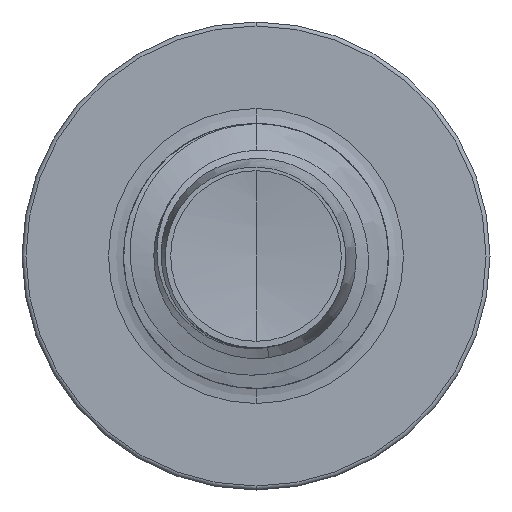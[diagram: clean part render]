
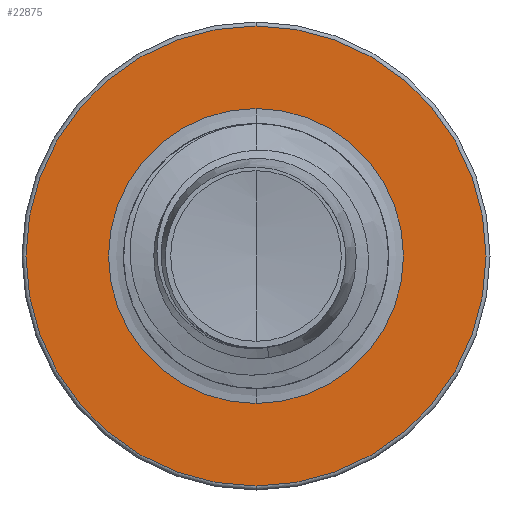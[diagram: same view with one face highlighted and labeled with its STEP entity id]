
A CAD part, front view. The second image highlights one B-rep face of the part: STEP entity #22875.
In plain terms, the highlighted planar face has unit normal (0, -1, 0).
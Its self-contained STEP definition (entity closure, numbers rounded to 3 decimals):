
#2829 = CIRCLE ( 'NONE', #18949, 2.605 ) ;
#3734 = CARTESIAN_POINT ( 'NONE',  ( 0., 11., -2.605 ) ) ;
#5825 = AXIS2_PLACEMENT_3D ( 'NONE', #6241, #23297, #8878 ) ;
#6241 = CARTESIAN_POINT ( 'NONE',  ( 0., 11., 0. ) ) ;
#6313 = CARTESIAN_POINT ( 'NONE',  ( 0., 11., -1.67 ) ) ;
#7052 = CARTESIAN_POINT ( 'NONE',  ( 0., 11., -1.67 ) ) ;
#7273 = CIRCLE ( 'NONE', #5825, 1.67 ) ;
#7762 = ORIENTED_EDGE ( 'NONE', *, *, #28452, .T. ) ;
#8878 = DIRECTION ( 'NONE',  ( 0., 0., 1. ) ) ;
#8962 = DIRECTION ( 'NONE',  ( 0., 1., 0. ) ) ;
#9001 = DIRECTION ( 'NONE',  ( 0., 1., 0. ) ) ;
#9454 = EDGE_CURVE ( 'NONE', #31110, #31172, #13156, .T. ) ;
#10803 = DIRECTION ( 'NONE',  ( 0., 1., 0. ) ) ;
#11883 = FACE_OUTER_BOUND ( 'NONE', #22898, .T. ) ;
#11962 = CARTESIAN_POINT ( 'NONE',  ( 0., 11., 0. ) ) ;
#12221 = FACE_BOUND ( 'NONE', #25369, .T. ) ;
#13156 = CIRCLE ( 'NONE', #23357, 2.605 ) ;
#13640 = AXIS2_PLACEMENT_3D ( 'NONE', #24962, #10803, #27202 ) ;
#13801 = ORIENTED_EDGE ( 'NONE', *, *, #22324, .T. ) ;
#14480 = DIRECTION ( 'NONE',  ( 0., 0., 1. ) ) ;
#14856 = VERTEX_POINT ( 'NONE', #27216 ) ;
#16026 = CIRCLE ( 'NONE', #13640, 1.67 ) ;
#18949 = AXIS2_PLACEMENT_3D ( 'NONE', #23391, #9001, #25664 ) ;
#20774 = EDGE_CURVE ( 'NONE', #31172, #31110, #2829, .T. ) ;
#21072 = VERTEX_POINT ( 'NONE', #7052 ) ;
#22324 = EDGE_CURVE ( 'NONE', #14856, #21072, #16026, .T. ) ;
#22875 = ADVANCED_FACE ( 'NONE', ( #11883, #12221 ), #27784, .F. ) ;
#22898 = EDGE_LOOP ( 'NONE', ( #30122, #24679 ) ) ;
#23297 = DIRECTION ( 'NONE',  ( 0., 1., 0. ) ) ;
#23357 = AXIS2_PLACEMENT_3D ( 'NONE', #11962, #28261, #14480 ) ;
#23391 = CARTESIAN_POINT ( 'NONE',  ( 0., 11., 0. ) ) ;
#24679 = ORIENTED_EDGE ( 'NONE', *, *, #20774, .F. ) ;
#24962 = CARTESIAN_POINT ( 'NONE',  ( 0., 11., 0. ) ) ;
#25369 = EDGE_LOOP ( 'NONE', ( #13801, #7762 ) ) ;
#25631 = DIRECTION ( 'NONE',  ( 0., 0., 1. ) ) ;
#25664 = DIRECTION ( 'NONE',  ( 0., 0., 1. ) ) ;
#26030 = AXIS2_PLACEMENT_3D ( 'NONE', #6313, #8962, #25631 ) ;
#27202 = DIRECTION ( 'NONE',  ( 0., 0., 1. ) ) ;
#27216 = CARTESIAN_POINT ( 'NONE',  ( 0., 11., 1.67 ) ) ;
#27764 = CARTESIAN_POINT ( 'NONE',  ( 0., 11., 2.605 ) ) ;
#27784 = PLANE ( 'NONE',  #26030 ) ;
#28261 = DIRECTION ( 'NONE',  ( 0., 1., 0. ) ) ;
#28452 = EDGE_CURVE ( 'NONE', #21072, #14856, #7273, .T. ) ;
#30122 = ORIENTED_EDGE ( 'NONE', *, *, #9454, .F. ) ;
#31110 = VERTEX_POINT ( 'NONE', #27764 ) ;
#31172 = VERTEX_POINT ( 'NONE', #3734 ) ;
